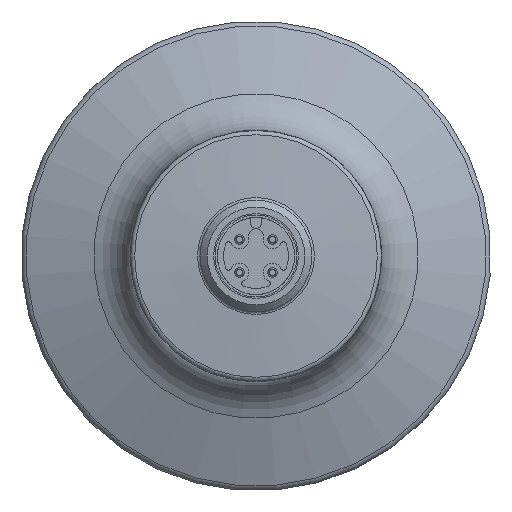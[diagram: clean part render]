
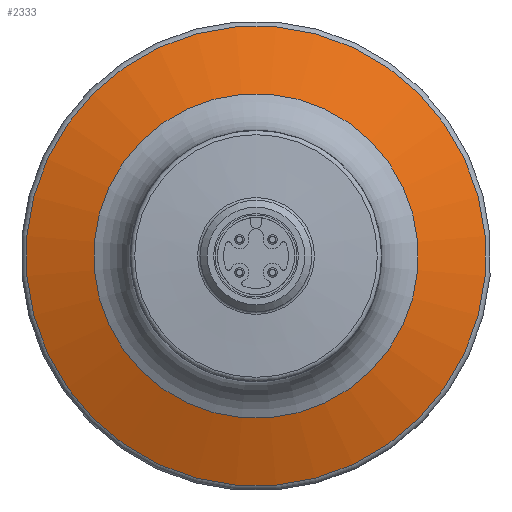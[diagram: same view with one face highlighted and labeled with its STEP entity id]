
A CAD part, front view. The second image highlights one B-rep face of the part: STEP entity #2333.
In plain terms, the highlighted conical face has half-angle 70 degrees and reference radius 24.724 mm.
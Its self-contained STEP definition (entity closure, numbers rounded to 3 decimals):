
#79=CONICAL_SURFACE('',#2485,24.724,1.222);
#378=ORIENTED_EDGE('',*,*,#697,.T.);
#379=ORIENTED_EDGE('',*,*,#698,.F.);
#697=EDGE_CURVE('',#872,#872,#998,.T.);
#698=EDGE_CURVE('',#873,#873,#999,.T.);
#872=VERTEX_POINT('',#3348);
#873=VERTEX_POINT('',#3351);
#998=CIRCLE('',#2484,17.448);
#999=CIRCLE('',#2486,24.724);
#1133=EDGE_LOOP('',(#378));
#1134=EDGE_LOOP('',(#379));
#1324=FACE_BOUND('',#1133,.T.);
#1325=FACE_BOUND('',#1134,.T.);
#2333=ADVANCED_FACE('',(#1324,#1325),#79,.T.);
#2484=AXIS2_PLACEMENT_3D('',#3347,#2824,#2825);
#2485=AXIS2_PLACEMENT_3D('',#3349,#2826,#2827);
#2486=AXIS2_PLACEMENT_3D('',#3350,#2828,#2829);
#2824=DIRECTION('',(0.,1.,0.));
#2825=DIRECTION('',(0.996,0.,-0.087));
#2826=DIRECTION('',(0.,1.,0.));
#2827=DIRECTION('',(0.996,0.,-0.087));
#2828=DIRECTION('',(0.,1.,0.));
#2829=DIRECTION('',(0.996,0.,-0.087));
#3347=CARTESIAN_POINT('',(-0.018,48.838,0.032));
#3348=CARTESIAN_POINT('',(17.364,48.838,-1.488));
#3349=CARTESIAN_POINT('',(-0.018,51.486,0.032));
#3350=CARTESIAN_POINT('',(-0.018,51.486,0.032));
#3351=CARTESIAN_POINT('',(24.612,51.486,-2.123));
